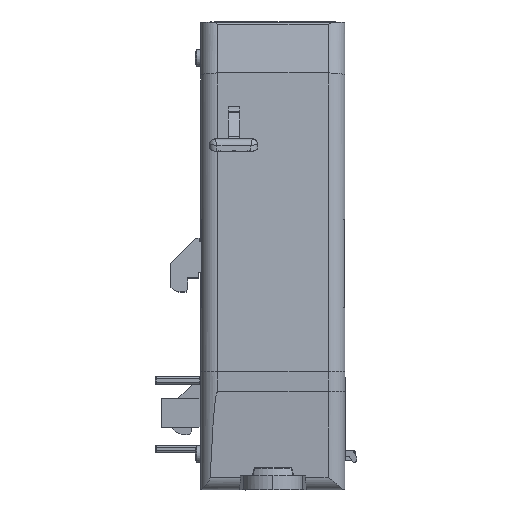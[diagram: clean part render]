
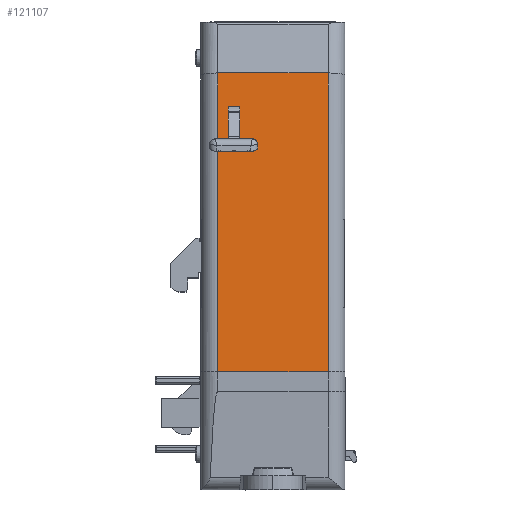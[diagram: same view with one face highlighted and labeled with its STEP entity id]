
A CAD part, front view. The second image highlights one B-rep face of the part: STEP entity #121107.
In plain terms, the highlighted planar face has unit normal (0, -0.999, 0.044).
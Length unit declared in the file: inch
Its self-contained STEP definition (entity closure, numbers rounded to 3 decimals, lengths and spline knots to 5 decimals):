
#3796 = VERTEX_POINT ( 'NONE', #78289 ) ;
#3828 = DIRECTION ( 'NONE',  ( 0., -0.044, -0.999 ) ) ;
#7414 = LINE ( 'NONE', #170127, #132375 ) ;
#10465 = DIRECTION ( 'NONE',  ( 1., 0., 0. ) ) ;
#10848 = EDGE_LOOP ( 'NONE', ( #164248, #63143, #56436, #80583 ) ) ;
#19115 = EDGE_CURVE ( 'NONE', #151095, #104160, #60746, .T. ) ;
#23347 = ORIENTED_EDGE ( 'NONE', *, *, #29322, .F. ) ;
#25153 = CARTESIAN_POINT ( 'NONE',  ( -0.17505, -1.75976, -0.76539 ) ) ;
#27348 = VECTOR ( 'NONE', #40317, 39.37008 ) ;
#29322 = EDGE_CURVE ( 'NONE', #138515, #38143, #150431, .T. ) ;
#31240 = EDGE_CURVE ( 'NONE', #138515, #3796, #44076, .T. ) ;
#34590 = ORIENTED_EDGE ( 'NONE', *, *, #31240, .T. ) ;
#38143 = VERTEX_POINT ( 'NONE', #134298 ) ;
#40317 = DIRECTION ( 'NONE',  ( 0., -0.044, -0.999 ) ) ;
#41718 = CARTESIAN_POINT ( 'NONE',  ( -0.24746, -1.82827, -2.33452 ) ) ;
#42822 = EDGE_LOOP ( 'NONE', ( #132219, #142469, #23347, #34590 ) ) ;
#44076 = LINE ( 'NONE', #175398, #153714 ) ;
#45008 = DIRECTION ( 'NONE',  ( 0., 0.044, 0.999 ) ) ;
#48652 = CARTESIAN_POINT ( 'NONE',  ( -0.24746, -1.73772, -0.26054 ) ) ;
#55862 = EDGE_CURVE ( 'NONE', #163861, #38143, #167502, .T. ) ;
#56436 = ORIENTED_EDGE ( 'NONE', *, *, #112546, .T. ) ;
#57465 = CARTESIAN_POINT ( 'NONE',  ( 0.51828, -1.92586, -4.56957 ) ) ;
#57575 = LINE ( 'NONE', #181398, #131564 ) ;
#58577 = CARTESIAN_POINT ( 'NONE',  ( 0.63541, -1.92586, -4.56957 ) ) ;
#60746 = LINE ( 'NONE', #181670, #27348 ) ;
#62764 = DIRECTION ( 'NONE',  ( 0., 0.044, 0.999 ) ) ;
#63143 = ORIENTED_EDGE ( 'NONE', *, *, #139392, .T. ) ;
#70388 = CARTESIAN_POINT ( 'NONE',  ( 0.51828, -1.73772, -0.26054 ) ) ;
#78289 = CARTESIAN_POINT ( 'NONE',  ( -0.17505, -1.74776, -0.49051 ) ) ;
#79325 = AXIS2_PLACEMENT_3D ( 'NONE', #58577, #87907, #3828 ) ;
#80583 = ORIENTED_EDGE ( 'NONE', *, *, #19115, .T. ) ;
#80802 = CARTESIAN_POINT ( 'NONE',  ( 0.63541, -1.75976, -0.76539 ) ) ;
#86827 = VERTEX_POINT ( 'NONE', #178440 ) ;
#87010 = EDGE_CURVE ( 'NONE', #86827, #104160, #7414, .T. ) ;
#87907 = DIRECTION ( 'NONE',  ( 0., -0.999, 0.044 ) ) ;
#91342 = VECTOR ( 'NONE', #93999, 39.37008 ) ;
#93999 = DIRECTION ( 'NONE',  ( 0., -0.044, -0.999 ) ) ;
#94561 = DIRECTION ( 'NONE',  ( -1., 0., 0. ) ) ;
#98224 = LINE ( 'NONE', #57465, #169871 ) ;
#100041 = DIRECTION ( 'NONE',  ( -1., 0., 0. ) ) ;
#101212 = VECTOR ( 'NONE', #10465, 39.37008 ) ;
#104160 = VERTEX_POINT ( 'NONE', #41718 ) ;
#106498 = VECTOR ( 'NONE', #94561, 39.37008 ) ;
#112546 = EDGE_CURVE ( 'NONE', #125548, #151095, #57575, .T. ) ;
#121107 = ADVANCED_FACE ( 'NONE', ( #179622, #159534 ), #172494, .T. ) ;
#125548 = VERTEX_POINT ( 'NONE', #70388 ) ;
#127588 = EDGE_CURVE ( 'NONE', #163861, #3796, #153543, .T. ) ;
#131564 = VECTOR ( 'NONE', #152607, 39.37008 ) ;
#132219 = ORIENTED_EDGE ( 'NONE', *, *, #127588, .F. ) ;
#132375 = VECTOR ( 'NONE', #100041, 39.37008 ) ;
#134298 = CARTESIAN_POINT ( 'NONE',  ( -0.09629, -1.75976, -0.76539 ) ) ;
#138515 = VERTEX_POINT ( 'NONE', #25153 ) ;
#139392 = EDGE_CURVE ( 'NONE', #86827, #125548, #98224, .T. ) ;
#142469 = ORIENTED_EDGE ( 'NONE', *, *, #55862, .T. ) ;
#150431 = LINE ( 'NONE', #80802, #101212 ) ;
#151095 = VERTEX_POINT ( 'NONE', #48652 ) ;
#152607 = DIRECTION ( 'NONE',  ( -1., 0., 0. ) ) ;
#153543 = LINE ( 'NONE', #180363, #106498 ) ;
#153714 = VECTOR ( 'NONE', #62764, 39.37008 ) ;
#159534 = FACE_BOUND ( 'NONE', #42822, .T. ) ;
#163861 = VERTEX_POINT ( 'NONE', #180626 ) ;
#164178 = CARTESIAN_POINT ( 'NONE',  ( -0.09629, -1.92586, -4.56957 ) ) ;
#164248 = ORIENTED_EDGE ( 'NONE', *, *, #87010, .F. ) ;
#167502 = LINE ( 'NONE', #164178, #91342 ) ;
#169871 = VECTOR ( 'NONE', #45008, 39.37008 ) ;
#170127 = CARTESIAN_POINT ( 'NONE',  ( 0.63541, -1.82827, -2.33452 ) ) ;
#172494 = PLANE ( 'NONE',  #79325 ) ;
#175398 = CARTESIAN_POINT ( 'NONE',  ( -0.17505, -1.92586, -4.56957 ) ) ;
#178440 = CARTESIAN_POINT ( 'NONE',  ( 0.51828, -1.82827, -2.33452 ) ) ;
#179622 = FACE_OUTER_BOUND ( 'NONE', #10848, .T. ) ;
#180363 = CARTESIAN_POINT ( 'NONE',  ( -0.13567, -1.74776, -0.49051 ) ) ;
#180626 = CARTESIAN_POINT ( 'NONE',  ( -0.09629, -1.74776, -0.49051 ) ) ;
#181398 = CARTESIAN_POINT ( 'NONE',  ( 0.63541, -1.73772, -0.26054 ) ) ;
#181670 = CARTESIAN_POINT ( 'NONE',  ( -0.24746, -1.82827, -2.33452 ) ) ;
